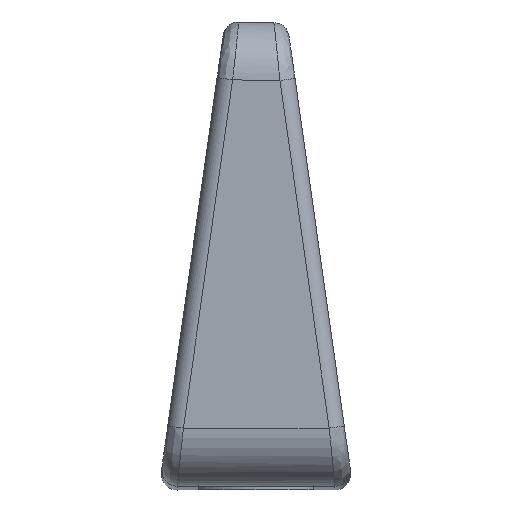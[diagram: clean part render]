
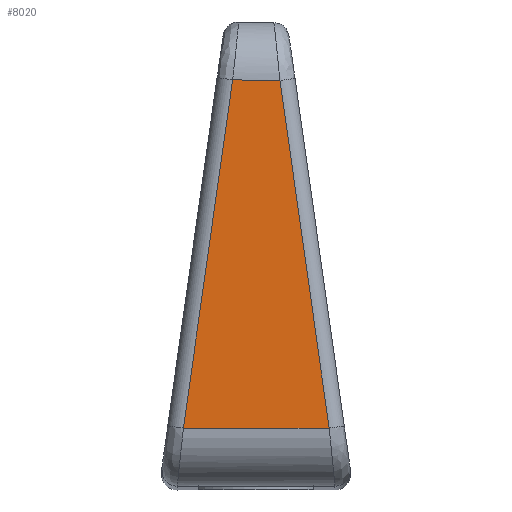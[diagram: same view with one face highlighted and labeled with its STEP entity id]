
A CAD part, top view. The second image highlights one B-rep face of the part: STEP entity #8020.
In plain terms, the highlighted planar face has unit normal (0.018, 0, 1).
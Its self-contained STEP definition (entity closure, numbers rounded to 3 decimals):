
#7630=CARTESIAN_POINT('',(-1.6,0.,100.));
#7640=DIRECTION('',(0.017,0.,
1.));
#7650=DIRECTION('',(0.,1.,0.));
#7660=AXIS2_PLACEMENT_3D('',#7630,#7640,#7650);
#7670=PLANE('',#7660);
#7680=CARTESIAN_POINT('',(-0.048,8.973,
99.973));
#7690=DIRECTION('',(1.,-0.017,
-0.017));
#7700=VECTOR('',#7690,1.);
#7710=LINE('',#7680,#7700);
#7720=CARTESIAN_POINT('',(-1.204,8.994,
99.993));
#7730=VERTEX_POINT('',#7720);
#7740=CARTESIAN_POINT('',(1.238,8.951,
99.95));
#7750=VERTEX_POINT('',#7740);
#7760=EDGE_CURVE('',#7730,#7750,#7710,.T.);
#7770=ORIENTED_EDGE('',*,*,#7760,.F.);
#7780=CARTESIAN_POINT('',(3.781,-9.,
99.906));
#7790=DIRECTION('',(0.14,-0.99,
-0.002));
#7800=VECTOR('',#7790,1.);
#7810=LINE('',#7780,#7800);
#7820=CARTESIAN_POINT('',(3.781,-9.,
99.906));
#7830=VERTEX_POINT('',#7820);
#7840=EDGE_CURVE('',#7750,#7830,#7810,.T.);
#7850=ORIENTED_EDGE('',*,*,#7840,.F.);
#7860=CARTESIAN_POINT('',(0.,-9.,
99.972));
#7870=DIRECTION('',(-1.,0.,
0.017));
#7880=VECTOR('',#7870,1.);
#7890=LINE('',#7860,#7880);
#7900=CARTESIAN_POINT('',(-3.753,-9.,
100.038));
#7910=VERTEX_POINT('',#7900);
#7920=EDGE_CURVE('',#7830,#7910,#7890,.T.);
#7930=ORIENTED_EDGE('',*,*,#7920,.F.);
#7940=CARTESIAN_POINT('',(-1.204,8.994,
99.993));
#7950=DIRECTION('',(-0.14,-0.99,
0.002));
#7960=VECTOR('',#7950,1.);
#7970=LINE('',#7940,#7960);
#7980=EDGE_CURVE('',#7730,#7910,#7970,.T.);
#7990=ORIENTED_EDGE('',*,*,#7980,.T.);
#8000=EDGE_LOOP('',(#7990,#7930,#7850,#7770));
#8010=FACE_OUTER_BOUND('',#8000,.T.);
#8020=ADVANCED_FACE('',(#8010),#7670,.T.);
